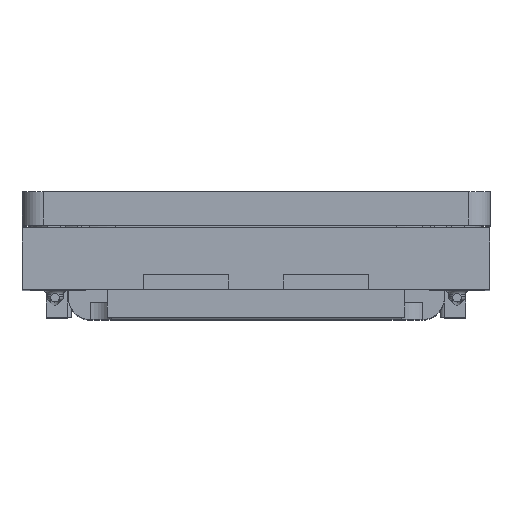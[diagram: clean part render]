
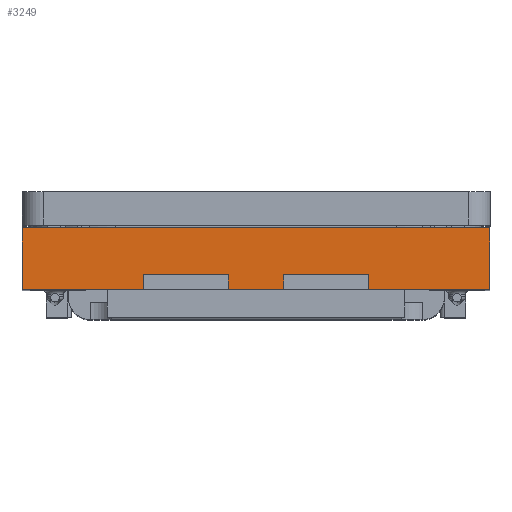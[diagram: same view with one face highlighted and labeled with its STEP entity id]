
A CAD part, top view. The second image highlights one B-rep face of the part: STEP entity #3249.
In plain terms, the highlighted planar face has unit normal (0, 0, 1).
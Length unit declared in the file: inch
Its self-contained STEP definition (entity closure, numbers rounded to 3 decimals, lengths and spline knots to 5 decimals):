
#25 = VECTOR ( 'NONE', #1559, 39.37008 ) ;
#84 = ORIENTED_EDGE ( 'NONE', *, *, #2194, .T. ) ;
#93 = CARTESIAN_POINT ( 'NONE',  ( 0.21654, -0.07677, 0. ) ) ;
#105 = LINE ( 'NONE', #7005, #6845 ) ;
#130 = VERTEX_POINT ( 'NONE', #3351 ) ;
#395 = VERTEX_POINT ( 'NONE', #5903 ) ;
#455 = LINE ( 'NONE', #3431, #5100 ) ;
#519 = CARTESIAN_POINT ( 'NONE',  ( 0.32087, -0.11614, 0. ) ) ;
#619 = CARTESIAN_POINT ( 'NONE',  ( 0.21654, -0.09055, 0. ) ) ;
#695 = VERTEX_POINT ( 'NONE', #6170 ) ;
#752 = DIRECTION ( 'NONE',  ( 1., 0., 0. ) ) ;
#815 = LINE ( 'NONE', #93, #2414 ) ;
#946 = VERTEX_POINT ( 'NONE', #6514 ) ;
#952 = VECTOR ( 'NONE', #3419, 39.37008 ) ;
#961 = CARTESIAN_POINT ( 'NONE',  ( 0., -0.03346, 0. ) ) ;
#1204 = EDGE_CURVE ( 'NONE', #695, #6769, #455, .T. ) ;
#1229 = VECTOR ( 'NONE', #2022, 39.37008 ) ;
#1270 = CARTESIAN_POINT ( 'NONE',  ( 0.43307, -0.03346, 0. ) ) ;
#1276 = ORIENTED_EDGE ( 'NONE', *, *, #1204, .T. ) ;
#1337 = CARTESIAN_POINT ( 'NONE',  ( 0.1122, -0.07677, 0. ) ) ;
#1423 = DIRECTION ( 'NONE',  ( 0., 1., 0. ) ) ;
#1559 = DIRECTION ( 'NONE',  ( 0., 1., 0. ) ) ;
#1570 = CARTESIAN_POINT ( 'NONE',  ( 0.21654, -0.11614, 0. ) ) ;
#1595 = EDGE_CURVE ( 'NONE', #4637, #5723, #815, .T. ) ;
#1692 = DIRECTION ( 'NONE',  ( 1., 0., 0. ) ) ;
#1733 = LINE ( 'NONE', #619, #7337 ) ;
#1782 = DIRECTION ( 'NONE',  ( -1., 0., 0. ) ) ;
#1784 = CARTESIAN_POINT ( 'NONE',  ( 0.32087, -0.07677, 0. ) ) ;
#1953 = VECTOR ( 'NONE', #2465, 39.37008 ) ;
#1966 = VECTOR ( 'NONE', #4074, 39.37008 ) ;
#2022 = DIRECTION ( 'NONE',  ( 0., 1., 0. ) ) ;
#2032 = FACE_OUTER_BOUND ( 'NONE', #4761, .T. ) ;
#2194 = EDGE_CURVE ( 'NONE', #5016, #130, #105, .T. ) ;
#2279 = EDGE_CURVE ( 'NONE', #4382, #3231, #6964, .T. ) ;
#2280 = CARTESIAN_POINT ( 'NONE',  ( 0., -0.09055, 0. ) ) ;
#2302 = AXIS2_PLACEMENT_3D ( 'NONE', #1570, #5627, #1423 ) ;
#2380 = EDGE_CURVE ( 'NONE', #946, #4734, #4805, .T. ) ;
#2414 = VECTOR ( 'NONE', #5486, 39.37008 ) ;
#2465 = DIRECTION ( 'NONE',  ( 0., 1., 0. ) ) ;
#2603 = CARTESIAN_POINT ( 'NONE',  ( 0.19094, -0.07677, 0. ) ) ;
#2628 = EDGE_CURVE ( 'NONE', #6769, #3846, #2928, .T. ) ;
#2797 = LINE ( 'NONE', #6316, #5376 ) ;
#2928 = LINE ( 'NONE', #519, #952 ) ;
#2969 = ORIENTED_EDGE ( 'NONE', *, *, #4045, .F. ) ;
#2973 = CARTESIAN_POINT ( 'NONE',  ( 0.37795, -0.03346, 0. ) ) ;
#2978 = EDGE_CURVE ( 'NONE', #3846, #395, #1733, .T. ) ;
#3231 = VERTEX_POINT ( 'NONE', #961 ) ;
#3249 = ADVANCED_FACE ( 'NONE', ( #2032 ), #5666, .T. ) ;
#3351 = CARTESIAN_POINT ( 'NONE',  ( 0.1122, -0.09055, 0. ) ) ;
#3419 = DIRECTION ( 'NONE',  ( 0., -1., 0. ) ) ;
#3431 = CARTESIAN_POINT ( 'NONE',  ( 0.21654, -0.07677, 0. ) ) ;
#3584 = CARTESIAN_POINT ( 'NONE',  ( 0.24213, -0.09055, 0. ) ) ;
#3652 = ORIENTED_EDGE ( 'NONE', *, *, #4941, .T. ) ;
#3846 = VERTEX_POINT ( 'NONE', #4541 ) ;
#4045 = EDGE_CURVE ( 'NONE', #5016, #3231, #4220, .T. ) ;
#4074 = DIRECTION ( 'NONE',  ( 0., 1., 0. ) ) ;
#4220 = LINE ( 'NONE', #5993, #1953 ) ;
#4382 = VERTEX_POINT ( 'NONE', #1270 ) ;
#4541 = CARTESIAN_POINT ( 'NONE',  ( 0.32087, -0.09055, 0. ) ) ;
#4597 = EDGE_CURVE ( 'NONE', #5723, #946, #2797, .T. ) ;
#4637 = VERTEX_POINT ( 'NONE', #1337 ) ;
#4734 = VERTEX_POINT ( 'NONE', #3584 ) ;
#4757 = ORIENTED_EDGE ( 'NONE', *, *, #2978, .T. ) ;
#4761 = EDGE_LOOP ( 'NONE', ( #1276, #4858, #4757, #6036, #7066, #2969, #84, #3652, #6994, #6454, #5913, #7121 ) ) ;
#4805 = LINE ( 'NONE', #4922, #7331 ) ;
#4857 = EDGE_CURVE ( 'NONE', #395, #4382, #7290, .T. ) ;
#4858 = ORIENTED_EDGE ( 'NONE', *, *, #2628, .T. ) ;
#4922 = CARTESIAN_POINT ( 'NONE',  ( 0.21654, -0.09055, 0. ) ) ;
#4941 = EDGE_CURVE ( 'NONE', #130, #4637, #5839, .T. ) ;
#5016 = VERTEX_POINT ( 'NONE', #2280 ) ;
#5100 = VECTOR ( 'NONE', #7008, 39.37008 ) ;
#5113 = CARTESIAN_POINT ( 'NONE',  ( 0.1122, -0.11614, 0. ) ) ;
#5162 = DIRECTION ( 'NONE',  ( 0., -1., 0. ) ) ;
#5376 = VECTOR ( 'NONE', #5162, 39.37008 ) ;
#5486 = DIRECTION ( 'NONE',  ( 1., 0., 0. ) ) ;
#5542 = CARTESIAN_POINT ( 'NONE',  ( 0.43307, -0.11614, 0. ) ) ;
#5627 = DIRECTION ( 'NONE',  ( 0., 0., 1. ) ) ;
#5666 = PLANE ( 'NONE',  #2302 ) ;
#5698 = EDGE_CURVE ( 'NONE', #4734, #695, #7404, .T. ) ;
#5723 = VERTEX_POINT ( 'NONE', #2603 ) ;
#5766 = DIRECTION ( 'NONE',  ( 1., 0., 0. ) ) ;
#5839 = LINE ( 'NONE', #5113, #1966 ) ;
#5903 = CARTESIAN_POINT ( 'NONE',  ( 0.43307, -0.09055, 0. ) ) ;
#5913 = ORIENTED_EDGE ( 'NONE', *, *, #2380, .T. ) ;
#5980 = VECTOR ( 'NONE', #1782, 39.37008 ) ;
#5993 = CARTESIAN_POINT ( 'NONE',  ( 0., -0.11614, 0. ) ) ;
#6036 = ORIENTED_EDGE ( 'NONE', *, *, #4857, .T. ) ;
#6170 = CARTESIAN_POINT ( 'NONE',  ( 0.24213, -0.07677, 0. ) ) ;
#6316 = CARTESIAN_POINT ( 'NONE',  ( 0.19094, -0.11614, 0. ) ) ;
#6454 = ORIENTED_EDGE ( 'NONE', *, *, #4597, .T. ) ;
#6514 = CARTESIAN_POINT ( 'NONE',  ( 0.19094, -0.09055, 0. ) ) ;
#6769 = VERTEX_POINT ( 'NONE', #1784 ) ;
#6807 = CARTESIAN_POINT ( 'NONE',  ( 0.24213, -0.11614, 0. ) ) ;
#6845 = VECTOR ( 'NONE', #5766, 39.37008 ) ;
#6964 = LINE ( 'NONE', #2973, #5980 ) ;
#6994 = ORIENTED_EDGE ( 'NONE', *, *, #1595, .T. ) ;
#7005 = CARTESIAN_POINT ( 'NONE',  ( 0.21654, -0.09055, 0. ) ) ;
#7008 = DIRECTION ( 'NONE',  ( 1., 0., 0. ) ) ;
#7066 = ORIENTED_EDGE ( 'NONE', *, *, #2279, .T. ) ;
#7121 = ORIENTED_EDGE ( 'NONE', *, *, #5698, .T. ) ;
#7290 = LINE ( 'NONE', #5542, #1229 ) ;
#7331 = VECTOR ( 'NONE', #752, 39.37008 ) ;
#7337 = VECTOR ( 'NONE', #1692, 39.37008 ) ;
#7404 = LINE ( 'NONE', #6807, #25 ) ;
